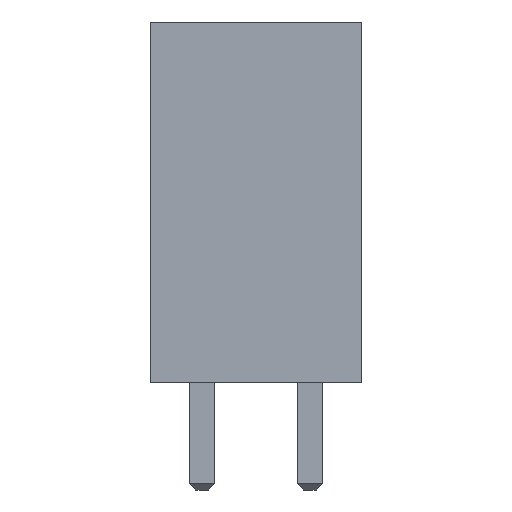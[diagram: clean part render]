
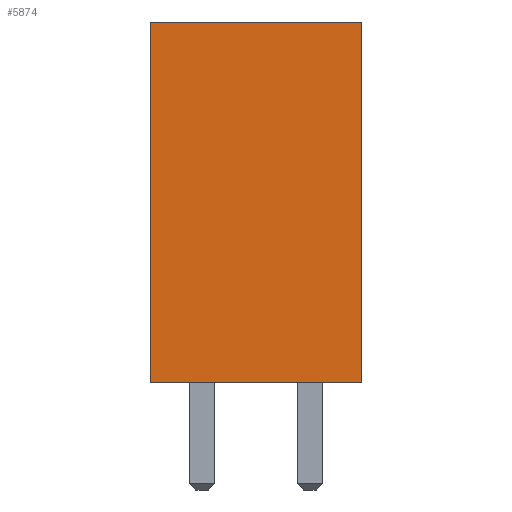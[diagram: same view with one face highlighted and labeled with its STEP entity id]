
A CAD part, left-side view. The second image highlights one B-rep face of the part: STEP entity #5874.
In plain terms, the highlighted planar face has unit normal (-1, 0, 0).
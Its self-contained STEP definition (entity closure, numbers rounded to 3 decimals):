
#126 = PLANE('',#127);
#127 = AXIS2_PLACEMENT_3D('',#128,#129,#130);
#128 = CARTESIAN_POINT('',(0.,0.,0.));
#129 = DIRECTION('',(-0.,-0.,-1.));
#130 = DIRECTION('',(-1.,0.,0.));
#304 = VERTEX_POINT('',#305);
#305 = CARTESIAN_POINT('',(-29.46,2.5,0.));
#321 = PLANE('',#322);
#322 = AXIS2_PLACEMENT_3D('',#323,#324,#325);
#323 = CARTESIAN_POINT('',(-29.46,2.5,0.));
#324 = DIRECTION('',(0.,1.,0.));
#325 = DIRECTION('',(1.,0.,0.));
#362 = VERTEX_POINT('',#363);
#363 = CARTESIAN_POINT('',(-29.46,-2.5,0.));
#377 = PLANE('',#378);
#378 = AXIS2_PLACEMENT_3D('',#379,#380,#381);
#379 = CARTESIAN_POINT('',(29.46,-2.5,0.));
#380 = DIRECTION('',(0.,-1.,0.));
#381 = DIRECTION('',(-1.,0.,0.));
#389 = EDGE_CURVE('',#362,#304,#390,.T.);
#390 = SURFACE_CURVE('',#391,(#395,#402),.PCURVE_S1.);
#391 = LINE('',#392,#393);
#392 = CARTESIAN_POINT('',(-29.46,-2.5,0.));
#393 = VECTOR('',#394,1.);
#394 = DIRECTION('',(0.,1.,0.));
#395 = PCURVE('',#126,#396);
#396 = DEFINITIONAL_REPRESENTATION('',(#397),#401);
#397 = LINE('',#398,#399);
#398 = CARTESIAN_POINT('',(29.46,-2.5));
#399 = VECTOR('',#400,1.);
#400 = DIRECTION('',(0.,1.));
#401 = ( GEOMETRIC_REPRESENTATION_CONTEXT(2) 
PARAMETRIC_REPRESENTATION_CONTEXT() REPRESENTATION_CONTEXT('2D SPACE',''
  ) );
#402 = PCURVE('',#403,#408);
#403 = PLANE('',#404);
#404 = AXIS2_PLACEMENT_3D('',#405,#406,#407);
#405 = CARTESIAN_POINT('',(-29.46,-2.5,0.));
#406 = DIRECTION('',(-1.,0.,0.));
#407 = DIRECTION('',(0.,1.,0.));
#408 = DEFINITIONAL_REPRESENTATION('',(#409),#413);
#409 = LINE('',#410,#411);
#410 = CARTESIAN_POINT('',(0.,0.));
#411 = VECTOR('',#412,1.);
#412 = DIRECTION('',(1.,0.));
#413 = ( GEOMETRIC_REPRESENTATION_CONTEXT(2) 
PARAMETRIC_REPRESENTATION_CONTEXT() REPRESENTATION_CONTEXT('2D SPACE',''
  ) );
#5802 = EDGE_CURVE('',#304,#5803,#5805,.T.);
#5803 = VERTEX_POINT('',#5804);
#5804 = CARTESIAN_POINT('',(-29.46,2.5,8.51));
#5805 = SURFACE_CURVE('',#5806,(#5810,#5817),.PCURVE_S1.);
#5806 = LINE('',#5807,#5808);
#5807 = CARTESIAN_POINT('',(-29.46,2.5,0.));
#5808 = VECTOR('',#5809,1.);
#5809 = DIRECTION('',(0.,0.,1.));
#5810 = PCURVE('',#321,#5811);
#5811 = DEFINITIONAL_REPRESENTATION('',(#5812),#5816);
#5812 = LINE('',#5813,#5814);
#5813 = CARTESIAN_POINT('',(0.,0.));
#5814 = VECTOR('',#5815,1.);
#5815 = DIRECTION('',(0.,-1.));
#5816 = ( GEOMETRIC_REPRESENTATION_CONTEXT(2) 
PARAMETRIC_REPRESENTATION_CONTEXT() REPRESENTATION_CONTEXT('2D SPACE',''
  ) );
#5817 = PCURVE('',#403,#5818);
#5818 = DEFINITIONAL_REPRESENTATION('',(#5819),#5823);
#5819 = LINE('',#5820,#5821);
#5820 = CARTESIAN_POINT('',(5.,0.));
#5821 = VECTOR('',#5822,1.);
#5822 = DIRECTION('',(0.,-1.));
#5823 = ( GEOMETRIC_REPRESENTATION_CONTEXT(2) 
PARAMETRIC_REPRESENTATION_CONTEXT() REPRESENTATION_CONTEXT('2D SPACE',''
  ) );
#5841 = PLANE('',#5842);
#5842 = AXIS2_PLACEMENT_3D('',#5843,#5844,#5845);
#5843 = CARTESIAN_POINT('',(0.,0.,8.51));
#5844 = DIRECTION('',(-0.,-0.,-1.));
#5845 = DIRECTION('',(-1.,0.,0.));
#5874 = ADVANCED_FACE('',(#5875),#403,.T.);
#5875 = FACE_BOUND('',#5876,.T.);
#5876 = EDGE_LOOP('',(#5877,#5900,#5921,#5922));
#5877 = ORIENTED_EDGE('',*,*,#5878,.T.);
#5878 = EDGE_CURVE('',#362,#5879,#5881,.T.);
#5879 = VERTEX_POINT('',#5880);
#5880 = CARTESIAN_POINT('',(-29.46,-2.5,8.51));
#5881 = SURFACE_CURVE('',#5882,(#5886,#5893),.PCURVE_S1.);
#5882 = LINE('',#5883,#5884);
#5883 = CARTESIAN_POINT('',(-29.46,-2.5,0.));
#5884 = VECTOR('',#5885,1.);
#5885 = DIRECTION('',(0.,0.,1.));
#5886 = PCURVE('',#403,#5887);
#5887 = DEFINITIONAL_REPRESENTATION('',(#5888),#5892);
#5888 = LINE('',#5889,#5890);
#5889 = CARTESIAN_POINT('',(0.,0.));
#5890 = VECTOR('',#5891,1.);
#5891 = DIRECTION('',(0.,-1.));
#5892 = ( GEOMETRIC_REPRESENTATION_CONTEXT(2) 
PARAMETRIC_REPRESENTATION_CONTEXT() REPRESENTATION_CONTEXT('2D SPACE',''
  ) );
#5893 = PCURVE('',#377,#5894);
#5894 = DEFINITIONAL_REPRESENTATION('',(#5895),#5899);
#5895 = LINE('',#5896,#5897);
#5896 = CARTESIAN_POINT('',(58.92,0.));
#5897 = VECTOR('',#5898,1.);
#5898 = DIRECTION('',(0.,-1.));
#5899 = ( GEOMETRIC_REPRESENTATION_CONTEXT(2) 
PARAMETRIC_REPRESENTATION_CONTEXT() REPRESENTATION_CONTEXT('2D SPACE',''
  ) );
#5900 = ORIENTED_EDGE('',*,*,#5901,.T.);
#5901 = EDGE_CURVE('',#5879,#5803,#5902,.T.);
#5902 = SURFACE_CURVE('',#5903,(#5907,#5914),.PCURVE_S1.);
#5903 = LINE('',#5904,#5905);
#5904 = CARTESIAN_POINT('',(-29.46,-2.5,8.51));
#5905 = VECTOR('',#5906,1.);
#5906 = DIRECTION('',(0.,1.,0.));
#5907 = PCURVE('',#403,#5908);
#5908 = DEFINITIONAL_REPRESENTATION('',(#5909),#5913);
#5909 = LINE('',#5910,#5911);
#5910 = CARTESIAN_POINT('',(0.,-8.51));
#5911 = VECTOR('',#5912,1.);
#5912 = DIRECTION('',(1.,0.));
#5913 = ( GEOMETRIC_REPRESENTATION_CONTEXT(2) 
PARAMETRIC_REPRESENTATION_CONTEXT() REPRESENTATION_CONTEXT('2D SPACE',''
  ) );
#5914 = PCURVE('',#5841,#5915);
#5915 = DEFINITIONAL_REPRESENTATION('',(#5916),#5920);
#5916 = LINE('',#5917,#5918);
#5917 = CARTESIAN_POINT('',(29.46,-2.5));
#5918 = VECTOR('',#5919,1.);
#5919 = DIRECTION('',(0.,1.));
#5920 = ( GEOMETRIC_REPRESENTATION_CONTEXT(2) 
PARAMETRIC_REPRESENTATION_CONTEXT() REPRESENTATION_CONTEXT('2D SPACE',''
  ) );
#5921 = ORIENTED_EDGE('',*,*,#5802,.F.);
#5922 = ORIENTED_EDGE('',*,*,#389,.F.);
